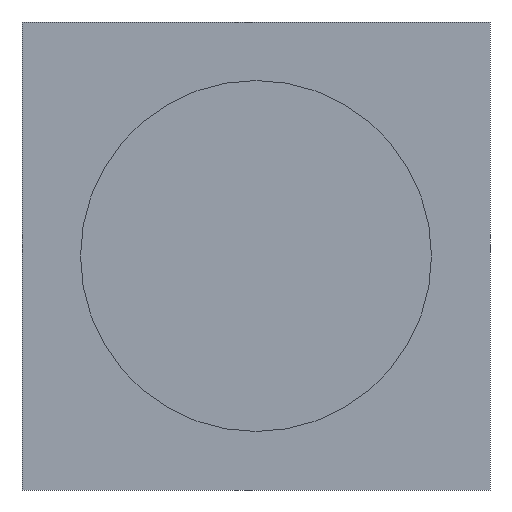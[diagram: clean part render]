
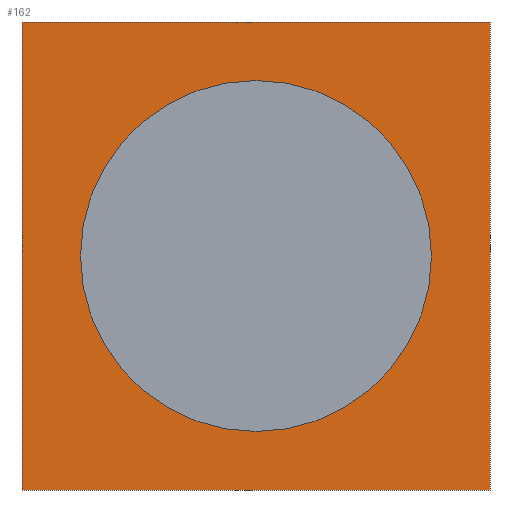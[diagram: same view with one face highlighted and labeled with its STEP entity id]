
A CAD part, front view. The second image highlights one B-rep face of the part: STEP entity #162.
In plain terms, the highlighted planar face has unit normal (0, -1, 0).
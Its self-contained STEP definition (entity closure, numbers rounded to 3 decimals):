
#70=CARTESIAN_POINT('Vertex',(15.,-200.,0.)) ;
#73=CARTESIAN_POINT('Axis2P3D Location',(0.,-200.,0.)) ;
#77=CARTESIAN_POINT('Vertex',(-15.,-200.,0.)) ;
#97=CARTESIAN_POINT('Axis2P3D Location',(0.,-200.,0.)) ;
#119=CARTESIAN_POINT('Axis2P3D Location',(0.,-200.,0.)) ;
#124=CARTESIAN_POINT('Line Origine',(0.,-200.,20.)) ;
#128=CARTESIAN_POINT('Vertex',(-20.,-200.,20.)) ;
#130=CARTESIAN_POINT('Vertex',(20.,-200.,20.)) ;
#133=CARTESIAN_POINT('Line Origine',(-20.,-200.,0.)) ;
#137=CARTESIAN_POINT('Vertex',(-20.,-200.,-20.)) ;
#140=CARTESIAN_POINT('Line Origine',(0.,-200.,-20.)) ;
#144=CARTESIAN_POINT('Vertex',(20.,-200.,-20.)) ;
#147=CARTESIAN_POINT('Line Origine',(20.,-200.,0.)) ;
#74=DIRECTION('Axis2P3D Direction',(0.,1.,-0.)) ;
#98=DIRECTION('Axis2P3D Direction',(0.,1.,-0.)) ;
#120=DIRECTION('Axis2P3D Direction',(0.,1.,-0.)) ;
#121=DIRECTION('Axis2P3D XDirection',(-1.,0.,0.)) ;
#125=DIRECTION('Vector Direction',(-1.,0.,0.)) ;
#134=DIRECTION('Vector Direction',(0.,0.,1.)) ;
#141=DIRECTION('Vector Direction',(1.,0.,0.)) ;
#148=DIRECTION('Vector Direction',(0.,0.,-1.)) ;
#75=AXIS2_PLACEMENT_3D('Circle Axis2P3D',#73,#74,$) ;
#99=AXIS2_PLACEMENT_3D('Circle Axis2P3D',#97,#98,$) ;
#122=AXIS2_PLACEMENT_3D('Plane Axis2P3D',#119,#120,#121) ;
#153=ORIENTED_EDGE('',*,*,#132,.F.) ;
#154=ORIENTED_EDGE('',*,*,#139,.F.) ;
#155=ORIENTED_EDGE('',*,*,#146,.F.) ;
#156=ORIENTED_EDGE('',*,*,#151,.F.) ;
#159=ORIENTED_EDGE('',*,*,#101,.T.) ;
#160=ORIENTED_EDGE('',*,*,#79,.T.) ;
#161=FACE_BOUND('',#158,.T.) ;
#126=VECTOR('Line Direction',#125,1.) ;
#135=VECTOR('Line Direction',#134,1.) ;
#142=VECTOR('Line Direction',#141,1.) ;
#149=VECTOR('Line Direction',#148,1.) ;
#162=ADVANCED_FACE('PartBody',(#157,#161),#123,.F.) ;
#76=CIRCLE('generated circle',#75,15.) ;
#100=CIRCLE('generated circle',#99,15.) ;
#79=EDGE_CURVE('',#78,#71,#76,.T.) ;
#101=EDGE_CURVE('',#71,#78,#100,.T.) ;
#132=EDGE_CURVE('',#129,#131,#127,.F.) ;
#139=EDGE_CURVE('',#138,#129,#136,.T.) ;
#146=EDGE_CURVE('',#145,#138,#143,.F.) ;
#151=EDGE_CURVE('',#131,#145,#150,.T.) ;
#152=EDGE_LOOP('',(#153,#154,#155,#156)) ;
#158=EDGE_LOOP('',(#159,#160)) ;
#157=FACE_OUTER_BOUND('',#152,.T.) ;
#127=LINE('Line',#124,#126) ;
#136=LINE('Line',#133,#135) ;
#143=LINE('Line',#140,#142) ;
#150=LINE('Line',#147,#149) ;
#123=PLANE('Plane',#122) ;
#71=VERTEX_POINT('',#70) ;
#78=VERTEX_POINT('',#77) ;
#129=VERTEX_POINT('',#128) ;
#131=VERTEX_POINT('',#130) ;
#138=VERTEX_POINT('',#137) ;
#145=VERTEX_POINT('',#144) ;
